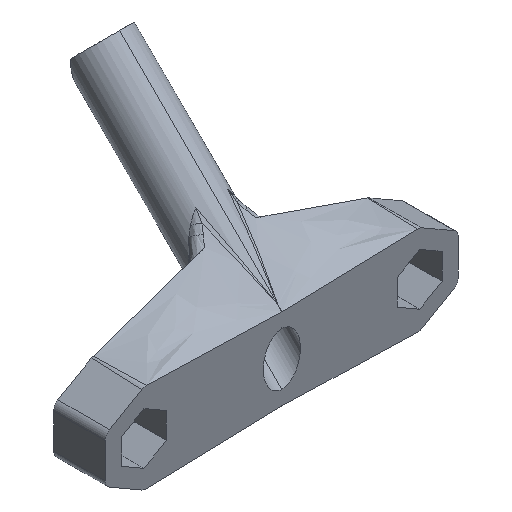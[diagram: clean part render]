
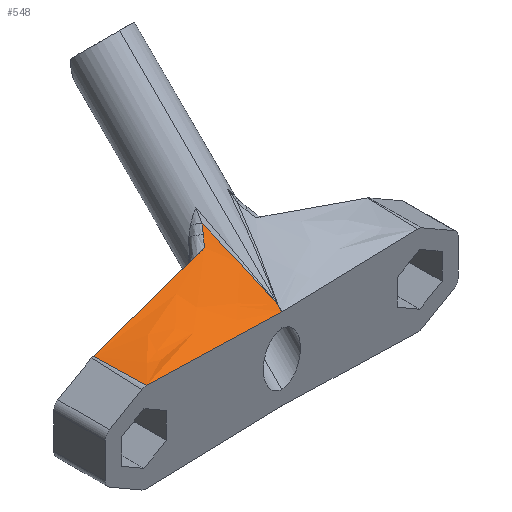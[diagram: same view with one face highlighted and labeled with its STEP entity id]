
A CAD part, isometric view. The second image highlights one B-rep face of the part: STEP entity #548.
In plain terms, the highlighted free-form (B-spline) face has degree [3, 1] with [12, 2] control points.
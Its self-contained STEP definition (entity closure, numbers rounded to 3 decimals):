
#80 = CARTESIAN_POINT ( 'NONE',  ( -15.716, 0., 5.188 ) ) ;
#94 = CARTESIAN_POINT ( 'NONE',  ( -2.997, 6., 9.7 ) ) ;
#100 = CARTESIAN_POINT ( 'NONE',  ( -0.014, 0.299, 5.037 ) ) ;
#112 = CARTESIAN_POINT ( 'NONE',  ( -2.997, 6., 9.7 ) ) ;
#126 = CARTESIAN_POINT ( 'NONE',  ( -16., 1., 5.196 ) ) ;
#153 = CARTESIAN_POINT ( 'NONE',  ( 0., 5., 9.738 ) ) ;
#166 = CARTESIAN_POINT ( 'NONE',  ( -16., 8.099, 5.196 ) ) ;
#180 = CARTESIAN_POINT ( 'NONE',  ( -16., 8.18, 5.196 ) ) ;
#199 = CARTESIAN_POINT ( 'NONE',  ( -2.099, 7.177, 11.033 ) ) ;
#210 = B_SPLINE_CURVE_WITH_KNOTS ( 'NONE', 3,
 ( #292, #1986, #1044, #1791, #2354, #871 ),
 .UNSPECIFIED., .F., .F.,
 ( 4, 2, 4 ),
 ( 0., 0.004, 0.009 ),
 .UNSPECIFIED. ) ;
#257 = CARTESIAN_POINT ( 'NONE',  ( -15.731, 0.436, 5.196 ) ) ;
#267 = B_SPLINE_CURVE_WITH_KNOTS ( 'NONE', 3,
 ( #940, #199, #2407, #1644, #345, #910, #1097, #950, #2243, #1111 ),
 .UNSPECIFIED., .F., .F.,
 ( 4, 1, 1, 2, 2, 4 ),
 ( 0., 0.25, 0.375, 0.438, 0.5, 1. ),
 .UNSPECIFIED. ) ;
#282 = CARTESIAN_POINT ( 'NONE',  ( -15.798, 2.431, 5.222 ) ) ;
#292 = CARTESIAN_POINT ( 'NONE',  ( 0., 0.459, 5.196 ) ) ;
#301 = CARTESIAN_POINT ( 'NONE',  ( -2.824, 6.211, 9.931 ) ) ;
#345 = CARTESIAN_POINT ( 'NONE',  ( -2.224, 6.969, 10.801 ) ) ;
#350 = CARTESIAN_POINT ( 'NONE',  ( 0., 8.099, 12.837 ) ) ;
#371 = LINE ( 'NONE', #529, #1317 ) ;
#437 = EDGE_CURVE ( 'NONE', #1278, #1653, #210, .T. ) ;
#448 = CARTESIAN_POINT ( 'NONE',  ( -2.653, 6.419, 10.166 ) ) ;
#483 = CARTESIAN_POINT ( 'NONE',  ( -0.001, 0.446, 5.184 ) ) ;
#529 = CARTESIAN_POINT ( 'NONE',  ( 0., 0., 4.738 ) ) ;
#538 = B_SPLINE_CURVE_WITH_KNOTS ( 'NONE', 3,
 ( #605, #2102, #1558, #2125, #1376, #654, #2114, #282, #639, #795, #1583, #257, #2311 ),
 .UNSPECIFIED., .F., .F.,
 ( 4, 3, 3, 3, 4 ),
 ( 0., 0.001, 0.003, 0.005, 0.006 ),
 .UNSPECIFIED. ) ;
#548 = ADVANCED_FACE ( 'NONE', ( #736 ), #1934, .T. ) ;
#549 = CARTESIAN_POINT ( 'NONE',  ( 0., 8.153, 12.891 ) ) ;
#569 = ORIENTED_EDGE ( 'NONE', *, *, #2198, .T. ) ;
#605 = CARTESIAN_POINT ( 'NONE',  ( -15.91, 6., 5.227 ) ) ;
#639 = CARTESIAN_POINT ( 'NONE',  ( -15.779, 1.869, 5.216 ) ) ;
#654 = CARTESIAN_POINT ( 'NONE',  ( -15.841, 3.742, 5.23 ) ) ;
#669 = CARTESIAN_POINT ( 'NONE',  ( -0.008, 0.37, 5.107 ) ) ;
#699 = CARTESIAN_POINT ( 'NONE',  ( 0., 6.7, 11.437 ) ) ;
#721 = CARTESIAN_POINT ( 'NONE',  ( -16., 6.7, 5.196 ) ) ;
#729 = CARTESIAN_POINT ( 'NONE',  ( -8., 6., 7.967 ) ) ;
#736 = FACE_OUTER_BOUND ( 'NONE', #1100, .T. ) ;
#795 = CARTESIAN_POINT ( 'NONE',  ( -15.76, 1.307, 5.209 ) ) ;
#819 = EDGE_CURVE ( 'NONE', #1300, #1640, #1159, .T. ) ;
#822 = CARTESIAN_POINT ( 'NONE',  ( -0.041, 0., 4.739 ) ) ;
#856 = CARTESIAN_POINT ( 'NONE',  ( 0., 0.459, 5.196 ) ) ;
#871 = CARTESIAN_POINT ( 'NONE',  ( -2.071, 7.23, 11.092 ) ) ;
#873 = CARTESIAN_POINT ( 'NONE',  ( -2.071, 7.23, 11.092 ) ) ;
#904 = CARTESIAN_POINT ( 'NONE',  ( 0., 2., 6.738 ) ) ;
#910 = CARTESIAN_POINT ( 'NONE',  ( -2.24, 6.943, 10.773 ) ) ;
#915 = CARTESIAN_POINT ( 'NONE',  ( 0., 8.126, 12.864 ) ) ;
#929 = DIRECTION ( 'NONE',  ( -1., 0., 0.029 ) ) ;
#940 = CARTESIAN_POINT ( 'NONE',  ( -2.071, 7.23, 11.092 ) ) ;
#950 = CARTESIAN_POINT ( 'NONE',  ( -2.329, 6.811, 10.623 ) ) ;
#1044 = CARTESIAN_POINT ( 'NONE',  ( -0.724, 2.607, 7.273 ) ) ;
#1091 = CARTESIAN_POINT ( 'NONE',  ( 0., 4., 8.738 ) ) ;
#1097 = CARTESIAN_POINT ( 'NONE',  ( -2.248, 6.931, 10.759 ) ) ;
#1100 = EDGE_LOOP ( 'NONE', ( #1447, #569, #1260, #1125, #1479, #2270, #2265 ) ) ;
#1101 = EDGE_CURVE ( 'NONE', #1707, #1278, #1563, .T. ) ;
#1111 = CARTESIAN_POINT ( 'NONE',  ( -2.48, 6.622, 10.404 ) ) ;
#1115 = CARTESIAN_POINT ( 'NONE',  ( -16., 8.153, 5.196 ) ) ;
#1125 = ORIENTED_EDGE ( 'NONE', *, *, #1343, .T. ) ;
#1159 = B_SPLINE_CURVE_WITH_KNOTS ( 'NONE', 3,
 ( #1983, #448, #301, #112 ),
 .UNSPECIFIED., .F., .F.,
 ( 4, 4 ),
 ( 0.001, 0.002 ),
 .UNSPECIFIED. ) ;
#1185 = CARTESIAN_POINT ( 'NONE',  ( -0.041, 0., 4.739 ) ) ;
#1191 = CARTESIAN_POINT ( 'NONE',  ( 0., 0.459, 5.196 ) ) ;
#1239 = CARTESIAN_POINT ( 'NONE',  ( -0.001, 0.452, 5.19 ) ) ;
#1260 = ORIENTED_EDGE ( 'NONE', *, *, #819, .T. ) ;
#1278 = VERTEX_POINT ( 'NONE', #856 ) ;
#1288 = CARTESIAN_POINT ( 'NONE',  ( -16., 7.4, 5.196 ) ) ;
#1300 = VERTEX_POINT ( 'NONE', #2144 ) ;
#1317 = VECTOR ( 'NONE', #929, 1000. ) ;
#1343 = EDGE_CURVE ( 'NONE', #1640, #1432, #2169, .T. ) ;
#1376 = CARTESIAN_POINT ( 'NONE',  ( -15.865, 4.491, 5.231 ) ) ;
#1394 = DIRECTION ( 'NONE',  ( -0.945, 0., -0.327 ) ) ;
#1405 = CARTESIAN_POINT ( 'NONE',  ( -0.027, 0.153, 4.891 ) ) ;
#1415 = CARTESIAN_POINT ( 'NONE',  ( -0.002, 0.44, 5.177 ) ) ;
#1432 = VERTEX_POINT ( 'NONE', #1496 ) ;
#1447 = ORIENTED_EDGE ( 'NONE', *, *, #437, .T. ) ;
#1463 = CARTESIAN_POINT ( 'NONE',  ( 0., 7.4, 12.137 ) ) ;
#1479 = ORIENTED_EDGE ( 'NONE', *, *, #1550, .T. ) ;
#1496 = CARTESIAN_POINT ( 'NONE',  ( -15.91, 6., 5.227 ) ) ;
#1550 = EDGE_CURVE ( 'NONE', #1432, #1899, #538, .T. ) ;
#1558 = CARTESIAN_POINT ( 'NONE',  ( -15.895, 5.493, 5.229 ) ) ;
#1563 = B_SPLINE_CURVE_WITH_KNOTS ( 'NONE', 3,
 ( #822, #1576, #1405, #2157, #100, #669, #1415, #483, #1239, #1191 ),
 .UNSPECIFIED., .F., .F.,
 ( 4, 3, 3, 4 ),
 ( 0., 0., 0.001, 0.001 ),
 .UNSPECIFIED. ) ;
#1576 = CARTESIAN_POINT ( 'NONE',  ( -0.034, 0.076, 4.815 ) ) ;
#1583 = CARTESIAN_POINT ( 'NONE',  ( -15.746, 0.871, 5.203 ) ) ;
#1640 = VERTEX_POINT ( 'NONE', #94 ) ;
#1644 = CARTESIAN_POINT ( 'NONE',  ( -2.199, 7.007, 10.844 ) ) ;
#1650 = CARTESIAN_POINT ( 'NONE',  ( 0., 6., 10.738 ) ) ;
#1653 = VERTEX_POINT ( 'NONE', #873 ) ;
#1707 = VERTEX_POINT ( 'NONE', #1185 ) ;
#1791 = CARTESIAN_POINT ( 'NONE',  ( -1.43, 4.866, 9.235 ) ) ;
#1824 = CARTESIAN_POINT ( 'NONE',  ( -16., 0., 5.196 ) ) ;
#1848 = CARTESIAN_POINT ( 'NONE',  ( -16., 5., 5.196 ) ) ;
#1863 = CARTESIAN_POINT ( 'NONE',  ( 0., 8.18, 12.918 ) ) ;
#1899 = VERTEX_POINT ( 'NONE', #80 ) ;
#1934 = B_SPLINE_SURFACE_WITH_KNOTS ( 'NONE', 3, 1, ( 
 ( #2006, #1824 ),
 ( #2377, #126 ),
 ( #904, #2247 ),
 ( #1091, #2236 ),
 ( #153, #1848 ),
 ( #1650, #2397 ),
 ( #699, #721 ),
 ( #1463, #1288 ),
 ( #350, #166 ),
 ( #915, #2045 ),
 ( #549, #1115 ),
 ( #1863, #180 ) ),
 .UNSPECIFIED., .F., .F., .F.,
 ( 4, 2, 3, 3, 4 ),
 ( 2, 2 ),
 ( 0., 0.5, 1., 1.35, 1.363 ),
 ( 0., 1. ),
 .UNSPECIFIED. ) ;
#1983 = CARTESIAN_POINT ( 'NONE',  ( -2.48, 6.622, 10.404 ) ) ;
#1986 = CARTESIAN_POINT ( 'NONE',  ( -0.358, 1.515, 6.253 ) ) ;
#2006 = CARTESIAN_POINT ( 'NONE',  ( 0., 0., 4.738 ) ) ;
#2045 = CARTESIAN_POINT ( 'NONE',  ( -16., 8.126, 5.196 ) ) ;
#2095 = VECTOR ( 'NONE', #1394, 1000. ) ;
#2102 = CARTESIAN_POINT ( 'NONE',  ( -15.903, 5.747, 5.228 ) ) ;
#2114 = CARTESIAN_POINT ( 'NONE',  ( -15.817, 2.993, 5.225 ) ) ;
#2125 = CARTESIAN_POINT ( 'NONE',  ( -15.888, 5.24, 5.23 ) ) ;
#2144 = CARTESIAN_POINT ( 'NONE',  ( -2.48, 6.622, 10.404 ) ) ;
#2157 = CARTESIAN_POINT ( 'NONE',  ( -0.02, 0.229, 4.967 ) ) ;
#2169 = LINE ( 'NONE', #729, #2095 ) ;
#2198 = EDGE_CURVE ( 'NONE', #1653, #1300, #267, .T. ) ;
#2236 = CARTESIAN_POINT ( 'NONE',  ( -16., 4., 5.196 ) ) ;
#2243 = CARTESIAN_POINT ( 'NONE',  ( -2.403, 6.712, 10.51 ) ) ;
#2247 = CARTESIAN_POINT ( 'NONE',  ( -16., 2., 5.196 ) ) ;
#2265 = ORIENTED_EDGE ( 'NONE', *, *, #1101, .T. ) ;
#2270 = ORIENTED_EDGE ( 'NONE', *, *, #2288, .F. ) ;
#2288 = EDGE_CURVE ( 'NONE', #1707, #1899, #371, .T. ) ;
#2311 = CARTESIAN_POINT ( 'NONE',  ( -15.716, 0., 5.188 ) ) ;
#2354 = CARTESIAN_POINT ( 'NONE',  ( -1.769, 6.032, 10.177 ) ) ;
#2377 = CARTESIAN_POINT ( 'NONE',  ( 0., 1., 5.738 ) ) ;
#2397 = CARTESIAN_POINT ( 'NONE',  ( -16., 6., 5.196 ) ) ;
#2407 = CARTESIAN_POINT ( 'NONE',  ( -2.144, 7.097, 10.945 ) ) ;
